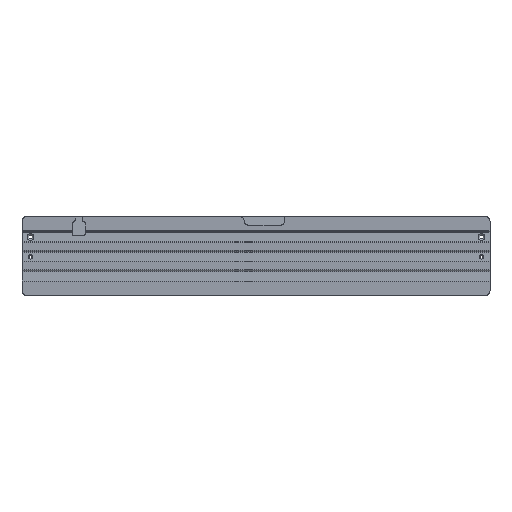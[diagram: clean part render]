
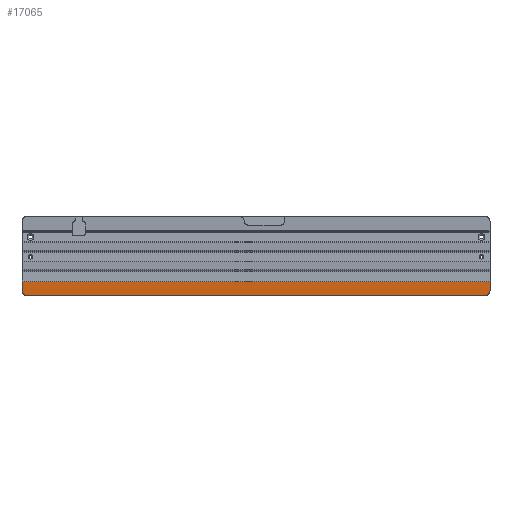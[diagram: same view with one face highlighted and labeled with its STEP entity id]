
A CAD part, top view. The second image highlights one B-rep face of the part: STEP entity #17065.
In plain terms, the highlighted planar face has unit normal (0, -0.087, 0.996).
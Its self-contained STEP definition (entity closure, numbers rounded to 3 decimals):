
#16040=CARTESIAN_POINT('',(366.654,-64.201,-13.706));
#16041=VERTEX_POINT('',#16040);
#16049=CARTESIAN_POINT('',(366.654,-72.586,-14.439));
#16050=VERTEX_POINT('',#16049);
#16051=CARTESIAN_POINT('',(366.654,-72.586,-14.439));
#16052=DIRECTION('',(0.,0.996,0.087));
#16053=VECTOR('',#16052,8.416);
#16054=LINE('',#16051,#16053);
#16055=EDGE_CURVE('',#16050,#16041,#16054,.T.);
#16652=CARTESIAN_POINT('',(-52.572,-72.586,-14.439));
#16653=VERTEX_POINT('',#16652);
#16660=CARTESIAN_POINT('',(-52.572,-64.201,-13.706));
#16661=VERTEX_POINT('',#16660);
#16662=CARTESIAN_POINT('',(-52.572,-72.586,-14.439));
#16663=DIRECTION('',(0.,0.996,0.087));
#16664=VECTOR('',#16663,8.416);
#16665=LINE('',#16662,#16664);
#16666=EDGE_CURVE('',#16653,#16661,#16665,.T.);
#17026=CARTESIAN_POINT('',(0.,-0.539,-8.136));
#17027=DIRECTION('',(0.,-0.087,0.996));
#17028=DIRECTION('',(0.,-0.996,-0.087));
#17029=AXIS2_PLACEMENT_3D('',#17026,#17027,#17028);
#17030=PLANE('',#17029);
#17031=CARTESIAN_POINT('',(-48.572,-76.586,-14.789));
#17032=VERTEX_POINT('',#17031);
#17033=CARTESIAN_POINT('',(362.654,-76.586,-14.789));
#17034=VERTEX_POINT('',#17033);
#17035=CARTESIAN_POINT('',(-48.572,-76.586,-14.789));
#17036=DIRECTION('',(1.,0.,0.));
#17037=VECTOR('',#17036,411.226);
#17038=LINE('',#17035,#17037);
#17039=EDGE_CURVE('',#17032,#17034,#17038,.T.);
#17040=ORIENTED_EDGE('',*,*,#17039,.T.);
#17041=CARTESIAN_POINT('',(362.654,-72.586,-14.439));
#17042=DIRECTION('',(0.,-0.087,0.996));
#17043=DIRECTION('',(0.,0.996,0.087));
#17044=AXIS2_PLACEMENT_3D('',#17041,#17042,#17043);
#17045=ELLIPSE('',#17044,4.015,4.);
#17046=EDGE_CURVE('',#17034,#16050,#17045,.T.);
#17047=ORIENTED_EDGE('',*,*,#17046,.T.);
#17048=ORIENTED_EDGE('',*,*,#16055,.T.);
#17049=CARTESIAN_POINT('',(366.654,-64.201,-13.706));
#17050=DIRECTION('',(-1.,-0.,0.));
#17051=VECTOR('',#17050,419.226);
#17052=LINE('',#17049,#17051);
#17053=EDGE_CURVE('',#16041,#16661,#17052,.T.);
#17054=ORIENTED_EDGE('',*,*,#17053,.T.);
#17055=ORIENTED_EDGE('',*,*,#16666,.F.);
#17056=CARTESIAN_POINT('',(-48.572,-72.586,-14.439));
#17057=DIRECTION('',(0.,-0.087,0.996));
#17058=DIRECTION('',(0.,0.996,0.087));
#17059=AXIS2_PLACEMENT_3D('',#17056,#17057,#17058);
#17060=ELLIPSE('',#17059,4.015,4.);
#17061=EDGE_CURVE('',#16653,#17032,#17060,.T.);
#17062=ORIENTED_EDGE('',*,*,#17061,.T.);
#17063=EDGE_LOOP('',(#17040,#17047,#17048,#17054,#17055,#17062));
#17064=FACE_BOUND('',#17063,.T.);
#17065=ADVANCED_FACE('',(#17064),#17030,.T.);
